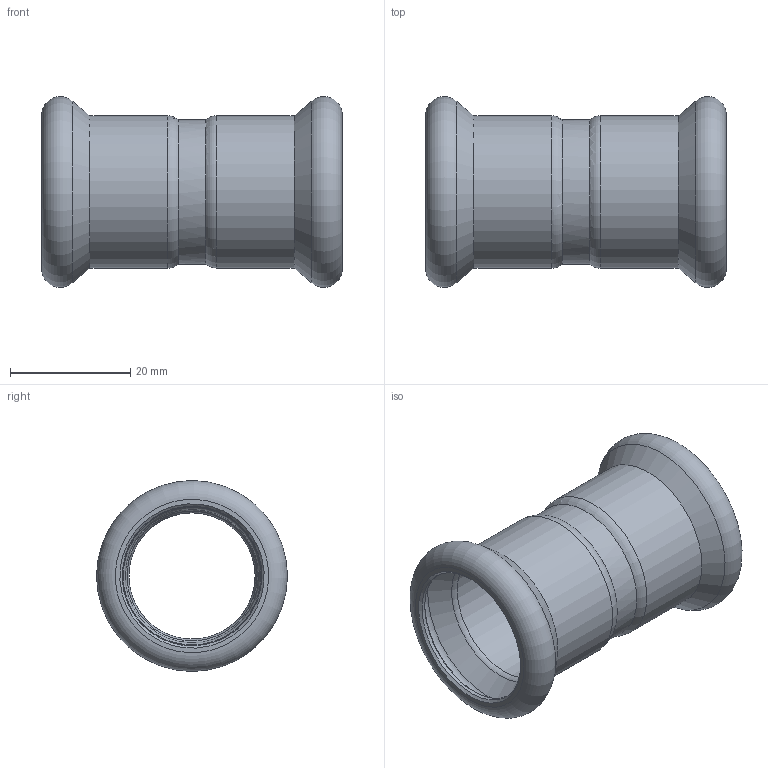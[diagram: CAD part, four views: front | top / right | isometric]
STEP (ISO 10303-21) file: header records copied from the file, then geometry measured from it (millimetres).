
FILE_DESCRIPTION(/* description */ (''),/* implementation_level */ '2;1');
FILE_NAME(/* name */ '44004.stp',/* time_stamp */ '2023-09-08T11:31:48+02:00',/* author */ ('JANAN'),/* organization */ (''),/* preprocessor_version */ 'ST-DEVELOPER v19.2',/* originating_system */ 'Autodesk Inventor 2023',/* authorisation */ '');
FILE_SCHEMA (('AUTOMOTIVE_DESIGN { 1 0 10303 214 3 1 1 }'));
Length unit declared in the file: millimetre
Products named in the file (1): tmp1F79.tmp
Bounding box: 50 x 31.69 x 31.69 mm (x, y, z)
Volume: 6612 mm3; surface area: 8975.6 mm2
Topology: 1 solids, 1 shells, 32 faces, 69 edges, 41 vertices
Faces by surface type: torus 12, cylinder 8, cone 8, plane 4
Full cylindrical faces by diameter (mm): 21 x1, 22.2 x2, 23.2 x2, 24 x1, 25.3 x2
Entity records: 965 total; most frequent: DIRECTION 188, CARTESIAN_POINT 143, ORIENTED_EDGE 138, AXIS2_PLACEMENT_3D 86, EDGE_CURVE 69, CIRCLE 53, VERTEX_POINT 41, EDGE_LOOP 36
